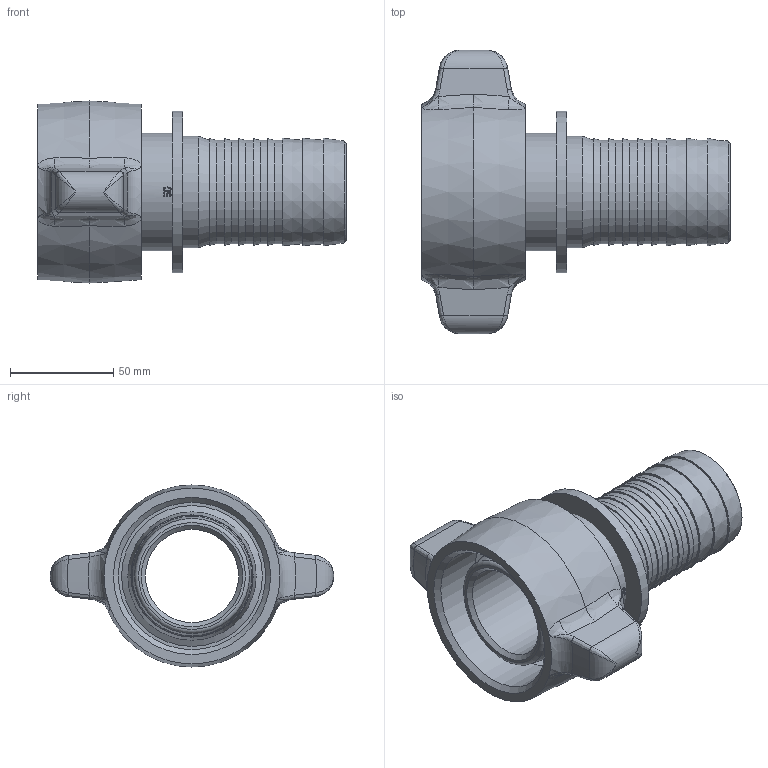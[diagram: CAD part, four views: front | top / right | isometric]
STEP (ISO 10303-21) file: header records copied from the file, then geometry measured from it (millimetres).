
FILE_DESCRIPTION(/* description */ (''),/* implementation_level */ '2;1');
FILE_NAME(/* name */ '75_50_s.stp',/* time_stamp */ '2020-04-09T12:51:10+02:00',/* author */ ('schnellinger'),/* organization */ (''),/* preprocessor_version */ 'ST-DEVELOPER v17',/* originating_system */ 'Autodesk Inventor 2018',/* authorisation */ '0 mm^3');
FILE_SCHEMA (('AUTOMOTIVE_DESIGN { 1 0 10303 214 3 1 1 }'));
Length unit declared in the file: millimetre
Products named in the file (1): LUE_00025747
Bounding box: 149 x 137 x 88 mm (x, y, z)
Volume: 252516.9 mm3; surface area: 91279.4 mm2
Topology: 4 solids, 4 shells, 163 faces, 404 edges, 255 vertices
Faces by surface type: bspline 73, plane 30, cone 28, cylinder 19, torus 13
Full cylindrical faces by diameter (mm): 45 x1, 50 x5, 54 x1, 54.5 x1, 57 x1, 61 x1, 68 x1, 71.19 x1, 76 x1, 78 x1
Entity records: 13305 total; most frequent: CARTESIAN_POINT 9642, ORIENTED_EDGE 792, DIRECTION 570, EDGE_CURVE 396, VERTEX_POINT 255, AXIS2_PLACEMENT_3D 248, EDGE_LOOP 185, STYLED_ITEM 167
